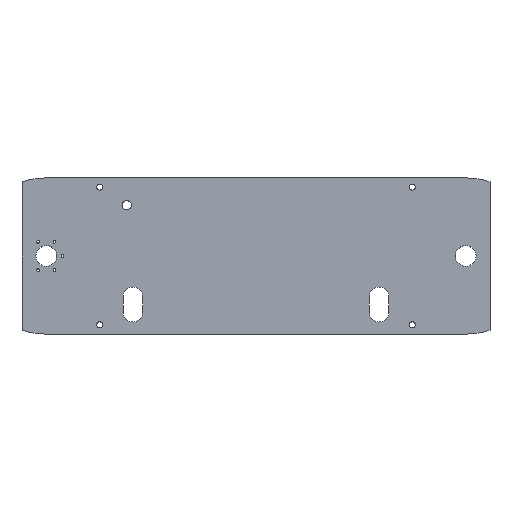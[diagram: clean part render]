
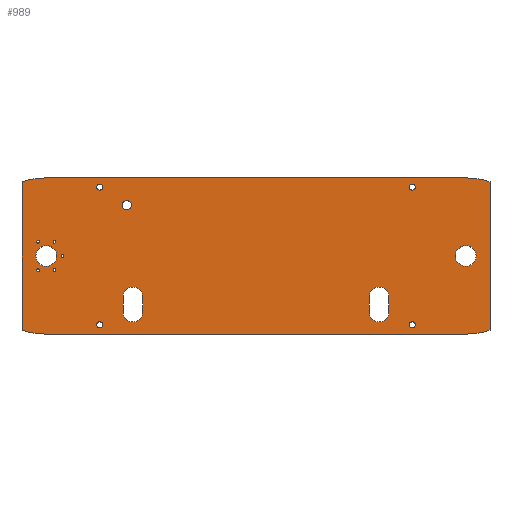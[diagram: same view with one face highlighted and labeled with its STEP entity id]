
A CAD part, top view. The second image highlights one B-rep face of the part: STEP entity #989.
In plain terms, the highlighted planar face has unit normal (0, 0, 1).
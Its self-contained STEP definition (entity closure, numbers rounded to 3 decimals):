
#33 = VERTEX_POINT('',#34);
#34 = CARTESIAN_POINT('',(-304.,96.488,3.));
#40 = EDGE_CURVE('',#41,#33,#43,.T.);
#41 = VERTEX_POINT('',#42);
#42 = CARTESIAN_POINT('',(-272.5,101.5,3.));
#43 = CIRCLE('',#44,101.5);
#44 = AXIS2_PLACEMENT_3D('',#45,#46,#47);
#45 = CARTESIAN_POINT('',(-272.5,0.,3.));
#46 = DIRECTION('',(0.,0.,1.));
#47 = DIRECTION('',(1.,0.,-0.));
#64 = EDGE_CURVE('',#41,#65,#67,.T.);
#65 = VERTEX_POINT('',#66);
#66 = CARTESIAN_POINT('',(272.5,101.5,3.));
#67 = LINE('',#68,#69);
#68 = CARTESIAN_POINT('',(-272.5,101.5,3.));
#69 = VECTOR('',#70,1.);
#70 = DIRECTION('',(1.,0.,0.));
#104 = EDGE_CURVE('',#105,#65,#107,.T.);
#105 = VERTEX_POINT('',#106);
#106 = CARTESIAN_POINT('',(304.,96.488,3.));
#107 = CIRCLE('',#108,101.5);
#108 = AXIS2_PLACEMENT_3D('',#109,#110,#111);
#109 = CARTESIAN_POINT('',(272.5,0.,3.));
#110 = DIRECTION('',(0.,0.,1.));
#111 = DIRECTION('',(1.,0.,-0.));
#128 = EDGE_CURVE('',#105,#129,#131,.T.);
#129 = VERTEX_POINT('',#130);
#130 = CARTESIAN_POINT('',(304.,-96.488,3.));
#131 = LINE('',#132,#133);
#132 = CARTESIAN_POINT('',(304.,96.488,3.));
#133 = VECTOR('',#134,1.);
#134 = DIRECTION('',(0.,-1.,0.));
#168 = EDGE_CURVE('',#169,#129,#171,.T.);
#169 = VERTEX_POINT('',#170);
#170 = CARTESIAN_POINT('',(272.5,-101.5,3.));
#171 = CIRCLE('',#172,101.5);
#172 = AXIS2_PLACEMENT_3D('',#173,#174,#175);
#173 = CARTESIAN_POINT('',(272.5,0.,3.));
#174 = DIRECTION('',(0.,0.,1.));
#175 = DIRECTION('',(1.,0.,-0.));
#192 = EDGE_CURVE('',#169,#193,#195,.T.);
#193 = VERTEX_POINT('',#194);
#194 = CARTESIAN_POINT('',(-272.5,-101.5,3.));
#195 = LINE('',#196,#197);
#196 = CARTESIAN_POINT('',(272.5,-101.5,3.));
#197 = VECTOR('',#198,1.);
#198 = DIRECTION('',(-1.,0.,0.));
#232 = EDGE_CURVE('',#233,#193,#235,.T.);
#233 = VERTEX_POINT('',#234);
#234 = CARTESIAN_POINT('',(-304.,-96.488,3.));
#235 = CIRCLE('',#236,101.5);
#236 = AXIS2_PLACEMENT_3D('',#237,#238,#239);
#237 = CARTESIAN_POINT('',(-272.5,0.,3.));
#238 = DIRECTION('',(0.,0.,1.));
#239 = DIRECTION('',(1.,0.,-0.));
#256 = EDGE_CURVE('',#33,#233,#257,.T.);
#257 = LINE('',#258,#259);
#258 = CARTESIAN_POINT('',(-304.,96.488,3.));
#259 = VECTOR('',#260,1.);
#260 = DIRECTION('',(0.,-1.,0.));
#289 = VERTEX_POINT('',#290);
#290 = CARTESIAN_POINT('',(147.3,-53.,3.));
#296 = EDGE_CURVE('',#297,#289,#299,.T.);
#297 = VERTEX_POINT('',#298);
#298 = CARTESIAN_POINT('',(172.7,-53.,3.));
#299 = CIRCLE('',#300,12.7);
#300 = AXIS2_PLACEMENT_3D('',#301,#302,#303);
#301 = CARTESIAN_POINT('',(160.,-53.,3.));
#302 = DIRECTION('',(0.,0.,1.));
#303 = DIRECTION('',(1.,0.,-0.));
#322 = VERTEX_POINT('',#323);
#323 = CARTESIAN_POINT('',(147.3,-73.,3.));
#329 = EDGE_CURVE('',#322,#289,#330,.T.);
#330 = LINE('',#331,#332);
#331 = CARTESIAN_POINT('',(147.3,-73.,3.));
#332 = VECTOR('',#333,1.);
#333 = DIRECTION('',(0.,1.,0.));
#360 = VERTEX_POINT('',#361);
#361 = CARTESIAN_POINT('',(172.7,-73.,3.));
#367 = EDGE_CURVE('',#322,#360,#368,.T.);
#368 = CIRCLE('',#369,12.7);
#369 = AXIS2_PLACEMENT_3D('',#370,#371,#372);
#370 = CARTESIAN_POINT('',(160.,-73.,3.));
#371 = DIRECTION('',(0.,0.,1.));
#372 = DIRECTION('',(1.,0.,-0.));
#384 = EDGE_CURVE('',#297,#360,#385,.T.);
#385 = LINE('',#386,#387);
#386 = CARTESIAN_POINT('',(172.7,-53.,3.));
#387 = VECTOR('',#388,1.);
#388 = DIRECTION('',(0.,-1.,0.));
#417 = VERTEX_POINT('',#418);
#418 = CARTESIAN_POINT('',(-147.3,-73.,3.));
#424 = EDGE_CURVE('',#425,#417,#427,.T.);
#425 = VERTEX_POINT('',#426);
#426 = CARTESIAN_POINT('',(-172.7,-73.,3.));
#427 = CIRCLE('',#428,12.7);
#428 = AXIS2_PLACEMENT_3D('',#429,#430,#431);
#429 = CARTESIAN_POINT('',(-160.,-73.,3.));
#430 = DIRECTION('',(0.,0.,1.));
#431 = DIRECTION('',(1.,0.,-0.));
#448 = EDGE_CURVE('',#417,#449,#451,.T.);
#449 = VERTEX_POINT('',#450);
#450 = CARTESIAN_POINT('',(-147.3,-53.,3.));
#451 = LINE('',#452,#453);
#452 = CARTESIAN_POINT('',(-147.3,-73.,3.));
#453 = VECTOR('',#454,1.);
#454 = DIRECTION('',(0.,1.,0.));
#488 = VERTEX_POINT('',#489);
#489 = CARTESIAN_POINT('',(-172.7,-53.,3.));
#495 = EDGE_CURVE('',#449,#488,#496,.T.);
#496 = CIRCLE('',#497,12.7);
#497 = AXIS2_PLACEMENT_3D('',#498,#499,#500);
#498 = CARTESIAN_POINT('',(-160.,-53.,3.));
#499 = DIRECTION('',(0.,0.,1.));
#500 = DIRECTION('',(1.,0.,-0.));
#512 = EDGE_CURVE('',#488,#425,#513,.T.);
#513 = LINE('',#514,#515);
#514 = CARTESIAN_POINT('',(-172.7,-53.,3.));
#515 = VECTOR('',#516,1.);
#516 = DIRECTION('',(0.,-1.,0.));
#543 = VERTEX_POINT('',#544);
#544 = CARTESIAN_POINT('',(-259.,0.,3.));
#550 = EDGE_CURVE('',#543,#543,#551,.T.);
#551 = CIRCLE('',#552,13.5);
#552 = AXIS2_PLACEMENT_3D('',#553,#554,#555);
#553 = CARTESIAN_POINT('',(-272.5,0.,3.));
#554 = DIRECTION('',(0.,0.,1.));
#555 = DIRECTION('',(1.,0.,-0.));
#576 = VERTEX_POINT('',#577);
#577 = CARTESIAN_POINT('',(286.,0.,3.));
#583 = EDGE_CURVE('',#576,#576,#584,.T.);
#584 = CIRCLE('',#585,13.5);
#585 = AXIS2_PLACEMENT_3D('',#586,#587,#588);
#586 = CARTESIAN_POINT('',(272.5,0.,3.));
#587 = DIRECTION('',(0.,0.,1.));
#588 = DIRECTION('',(1.,0.,-0.));
#609 = VERTEX_POINT('',#610);
#610 = CARTESIAN_POINT('',(-162.,66.,3.));
#616 = EDGE_CURVE('',#609,#609,#617,.T.);
#617 = CIRCLE('',#618,6.);
#618 = AXIS2_PLACEMENT_3D('',#619,#620,#621);
#619 = CARTESIAN_POINT('',(-168.,66.,3.));
#620 = DIRECTION('',(0.,0.,1.));
#621 = DIRECTION('',(1.,0.,-0.));
#642 = VERTEX_POINT('',#643);
#643 = CARTESIAN_POINT('',(-199.,-89.5,3.));
#649 = EDGE_CURVE('',#642,#642,#650,.T.);
#650 = CIRCLE('',#651,4.);
#651 = AXIS2_PLACEMENT_3D('',#652,#653,#654);
#652 = CARTESIAN_POINT('',(-203.,-89.5,3.));
#653 = DIRECTION('',(0.,0.,1.));
#654 = DIRECTION('',(1.,0.,-0.));
#675 = VERTEX_POINT('',#676);
#676 = CARTESIAN_POINT('',(207.,-89.5,3.));
#682 = EDGE_CURVE('',#675,#675,#683,.T.);
#683 = CIRCLE('',#684,4.);
#684 = AXIS2_PLACEMENT_3D('',#685,#686,#687);
#685 = CARTESIAN_POINT('',(203.,-89.5,3.));
#686 = DIRECTION('',(0.,0.,1.));
#687 = DIRECTION('',(1.,0.,-0.));
#708 = VERTEX_POINT('',#709);
#709 = CARTESIAN_POINT('',(-199.,89.5,3.));
#715 = EDGE_CURVE('',#708,#708,#716,.T.);
#716 = CIRCLE('',#717,4.);
#717 = AXIS2_PLACEMENT_3D('',#718,#719,#720);
#718 = CARTESIAN_POINT('',(-203.,89.5,3.));
#719 = DIRECTION('',(0.,0.,1.));
#720 = DIRECTION('',(1.,0.,-0.));
#741 = VERTEX_POINT('',#742);
#742 = CARTESIAN_POINT('',(207.,89.5,3.));
#748 = EDGE_CURVE('',#741,#741,#749,.T.);
#749 = CIRCLE('',#750,4.);
#750 = AXIS2_PLACEMENT_3D('',#751,#752,#753);
#751 = CARTESIAN_POINT('',(203.,89.5,3.));
#752 = DIRECTION('',(0.,0.,1.));
#753 = DIRECTION('',(1.,0.,-0.));
#774 = VERTEX_POINT('',#775);
#775 = CARTESIAN_POINT('',(-260.125,-18.403,3.));
#781 = EDGE_CURVE('',#774,#774,#782,.T.);
#782 = CIRCLE('',#783,1.75);
#783 = AXIS2_PLACEMENT_3D('',#784,#785,#786);
#784 = CARTESIAN_POINT('',(-261.875,-18.403,3.));
#785 = DIRECTION('',(0.,0.,1.));
#786 = DIRECTION('',(1.,0.,-0.));
#807 = VERTEX_POINT('',#808);
#808 = CARTESIAN_POINT('',(-281.375,-18.403,3.));
#814 = EDGE_CURVE('',#807,#807,#815,.T.);
#815 = CIRCLE('',#816,1.75);
#816 = AXIS2_PLACEMENT_3D('',#817,#818,#819);
#817 = CARTESIAN_POINT('',(-283.125,-18.403,3.));
#818 = DIRECTION('',(0.,0.,1.));
#819 = DIRECTION('',(1.,0.,-0.));
#840 = VERTEX_POINT('',#841);
#841 = CARTESIAN_POINT('',(-281.375,18.403,3.));
#847 = EDGE_CURVE('',#840,#840,#848,.T.);
#848 = CIRCLE('',#849,1.75);
#849 = AXIS2_PLACEMENT_3D('',#850,#851,#852);
#850 = CARTESIAN_POINT('',(-283.125,18.403,3.));
#851 = DIRECTION('',(0.,0.,1.));
#852 = DIRECTION('',(1.,0.,-0.));
#873 = VERTEX_POINT('',#874);
#874 = CARTESIAN_POINT('',(-260.125,18.403,3.));
#880 = EDGE_CURVE('',#873,#873,#881,.T.);
#881 = CIRCLE('',#882,1.75);
#882 = AXIS2_PLACEMENT_3D('',#883,#884,#885);
#883 = CARTESIAN_POINT('',(-261.875,18.403,3.));
#884 = DIRECTION('',(0.,0.,1.));
#885 = DIRECTION('',(1.,0.,-0.));
#906 = VERTEX_POINT('',#907);
#907 = CARTESIAN_POINT('',(-249.5,0.,3.));
#913 = EDGE_CURVE('',#906,#906,#914,.T.);
#914 = CIRCLE('',#915,1.75);
#915 = AXIS2_PLACEMENT_3D('',#916,#917,#918);
#916 = CARTESIAN_POINT('',(-251.25,0.,3.));
#917 = DIRECTION('',(0.,0.,1.));
#918 = DIRECTION('',(1.,0.,-0.));
#989 = ADVANCED_FACE('',(#990,#1000,#1006,#1012,#1015,#1018,#1021,#1024,
    #1027,#1030,#1033,#1036,#1039,#1042,#1045),#1048,.T.);
#990 = FACE_BOUND('',#991,.F.);
#991 = EDGE_LOOP('',(#992,#993,#994,#995,#996,#997,#998,#999));
#992 = ORIENTED_EDGE('',*,*,#40,.F.);
#993 = ORIENTED_EDGE('',*,*,#64,.T.);
#994 = ORIENTED_EDGE('',*,*,#104,.F.);
#995 = ORIENTED_EDGE('',*,*,#128,.T.);
#996 = ORIENTED_EDGE('',*,*,#168,.F.);
#997 = ORIENTED_EDGE('',*,*,#192,.T.);
#998 = ORIENTED_EDGE('',*,*,#232,.F.);
#999 = ORIENTED_EDGE('',*,*,#256,.F.);
#1000 = FACE_BOUND('',#1001,.F.);
#1001 = EDGE_LOOP('',(#1002,#1003,#1004,#1005));
#1002 = ORIENTED_EDGE('',*,*,#296,.T.);
#1003 = ORIENTED_EDGE('',*,*,#329,.F.);
#1004 = ORIENTED_EDGE('',*,*,#367,.T.);
#1005 = ORIENTED_EDGE('',*,*,#384,.F.);
#1006 = FACE_BOUND('',#1007,.F.);
#1007 = EDGE_LOOP('',(#1008,#1009,#1010,#1011));
#1008 = ORIENTED_EDGE('',*,*,#424,.T.);
#1009 = ORIENTED_EDGE('',*,*,#448,.T.);
#1010 = ORIENTED_EDGE('',*,*,#495,.T.);
#1011 = ORIENTED_EDGE('',*,*,#512,.T.);
#1012 = FACE_BOUND('',#1013,.F.);
#1013 = EDGE_LOOP('',(#1014));
#1014 = ORIENTED_EDGE('',*,*,#550,.T.);
#1015 = FACE_BOUND('',#1016,.F.);
#1016 = EDGE_LOOP('',(#1017));
#1017 = ORIENTED_EDGE('',*,*,#583,.T.);
#1018 = FACE_BOUND('',#1019,.F.);
#1019 = EDGE_LOOP('',(#1020));
#1020 = ORIENTED_EDGE('',*,*,#616,.T.);
#1021 = FACE_BOUND('',#1022,.F.);
#1022 = EDGE_LOOP('',(#1023));
#1023 = ORIENTED_EDGE('',*,*,#649,.T.);
#1024 = FACE_BOUND('',#1025,.F.);
#1025 = EDGE_LOOP('',(#1026));
#1026 = ORIENTED_EDGE('',*,*,#682,.T.);
#1027 = FACE_BOUND('',#1028,.F.);
#1028 = EDGE_LOOP('',(#1029));
#1029 = ORIENTED_EDGE('',*,*,#715,.T.);
#1030 = FACE_BOUND('',#1031,.F.);
#1031 = EDGE_LOOP('',(#1032));
#1032 = ORIENTED_EDGE('',*,*,#748,.T.);
#1033 = FACE_BOUND('',#1034,.F.);
#1034 = EDGE_LOOP('',(#1035));
#1035 = ORIENTED_EDGE('',*,*,#781,.T.);
#1036 = FACE_BOUND('',#1037,.F.);
#1037 = EDGE_LOOP('',(#1038));
#1038 = ORIENTED_EDGE('',*,*,#814,.T.);
#1039 = FACE_BOUND('',#1040,.F.);
#1040 = EDGE_LOOP('',(#1041));
#1041 = ORIENTED_EDGE('',*,*,#847,.T.);
#1042 = FACE_BOUND('',#1043,.F.);
#1043 = EDGE_LOOP('',(#1044));
#1044 = ORIENTED_EDGE('',*,*,#880,.T.);
#1045 = FACE_BOUND('',#1046,.F.);
#1046 = EDGE_LOOP('',(#1047));
#1047 = ORIENTED_EDGE('',*,*,#913,.T.);
#1048 = PLANE('',#1049);
#1049 = AXIS2_PLACEMENT_3D('',#1050,#1051,#1052);
#1050 = CARTESIAN_POINT('',(-8.16,-5.89,3.));
#1051 = DIRECTION('',(0.,0.,1.));
#1052 = DIRECTION('',(1.,0.,-0.));
